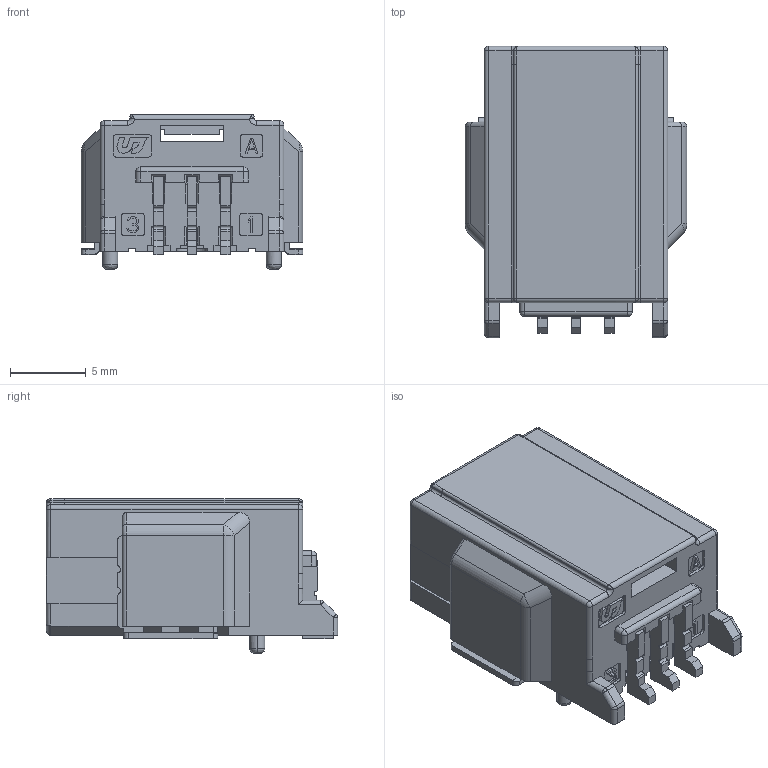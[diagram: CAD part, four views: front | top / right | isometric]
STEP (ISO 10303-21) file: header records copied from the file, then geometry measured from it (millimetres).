
FILE_DESCRIPTION((''),'2;1');
FILE_NAME('CUSTOMER_025_3M_ASSY_H_A','2017-03-08T',('parkkh'),(''),'CREO PARAMETRIC BY PTC INC, 2015290','CREO PARAMETRIC BY PTC INC, 2015290','');
FILE_SCHEMA(('CONFIG_CONTROL_DESIGN'));
Length unit declared in the file: millimetre
Products named in the file (1): CUSTOMER_025_3M_ASSY_H_A
Bounding box: 14.6 x 19.2 x 10.2 mm (x, y, z)
Volume: 933.5 mm3; surface area: 1873.3 mm2
Topology: 1 solids, 1 shells, 681 faces, 1899 edges, 1198 vertices
Faces by surface type: plane 469, cylinder 167, bspline 16, sphere 12, torus 9, cone 8
Entity records: 23229 total; most frequent: CARTESIAN_POINT 5700, ORIENTED_EDGE 3766, DIRECTION 3509, EDGE_CURVE 1883, VECTOR 1483, LINE 1483, VERTEX_POINT 1198, AXIS2_PLACEMENT_3D 1013
